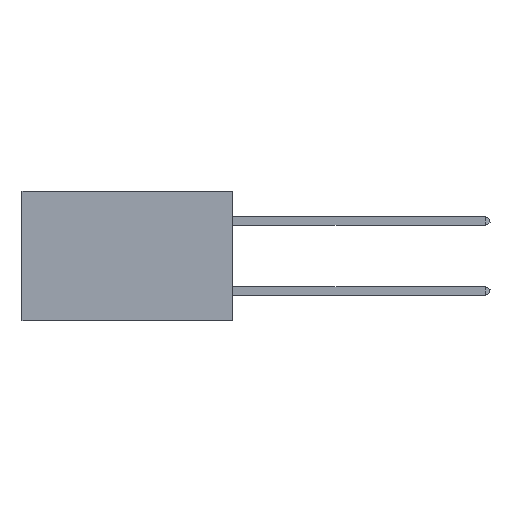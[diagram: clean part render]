
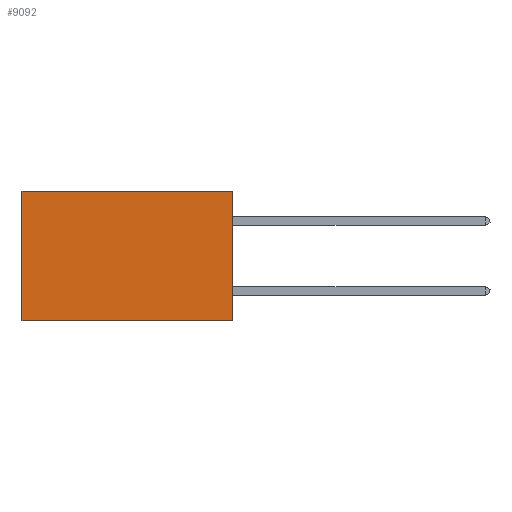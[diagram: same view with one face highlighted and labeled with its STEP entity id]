
A CAD part, left-side view. The second image highlights one B-rep face of the part: STEP entity #9092.
In plain terms, the highlighted planar face has unit normal (-1, 0, 0).
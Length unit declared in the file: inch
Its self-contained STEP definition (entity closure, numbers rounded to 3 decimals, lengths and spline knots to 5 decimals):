
#92 = ORIENTED_EDGE ( 'NONE', *, *, #8727, .F. ) ;
#282 = CARTESIAN_POINT ( 'NONE',  ( 0.2875, 0., -0.37 ) ) ;
#792 = CARTESIAN_POINT ( 'NONE',  ( 0.2875, 0., 0. ) ) ;
#819 = VERTEX_POINT ( 'NONE', #7290 ) ;
#1727 = VERTEX_POINT ( 'NONE', #6456 ) ;
#1865 = VECTOR ( 'NONE', #7947, 39.37008 ) ;
#2403 = VERTEX_POINT ( 'NONE', #12260 ) ;
#2406 = CARTESIAN_POINT ( 'NONE',  ( 0.2875, 0., 0. ) ) ;
#2856 = VECTOR ( 'NONE', #4096, 39.37008 ) ;
#3090 = EDGE_CURVE ( 'NONE', #1727, #12632, #4472, .T. ) ;
#3564 = LINE ( 'NONE', #792, #14094 ) ;
#4096 = DIRECTION ( 'NONE',  ( 0., 0., -1. ) ) ;
#4383 = CARTESIAN_POINT ( 'NONE',  ( 0.2875, 0., 0. ) ) ;
#4472 = LINE ( 'NONE', #2406, #1865 ) ;
#4635 = EDGE_CURVE ( 'NONE', #819, #2403, #5447, .T. ) ;
#5447 = LINE ( 'NONE', #10843, #2856 ) ;
#5965 = EDGE_CURVE ( 'NONE', #1727, #819, #3564, .T. ) ;
#6386 = AXIS2_PLACEMENT_3D ( 'NONE', #4383, #8791, #14124 ) ;
#6401 = ORIENTED_EDGE ( 'NONE', *, *, #5965, .T. ) ;
#6456 = CARTESIAN_POINT ( 'NONE',  ( 0.2875, 0., 0. ) ) ;
#6533 = PLANE ( 'NONE',  #6386 ) ;
#6723 = VECTOR ( 'NONE', #7997, 39.37008 ) ;
#7290 = CARTESIAN_POINT ( 'NONE',  ( 0.2875, 0.6, 0. ) ) ;
#7947 = DIRECTION ( 'NONE',  ( 0., 0., -1. ) ) ;
#7997 = DIRECTION ( 'NONE',  ( 0., 1., 0. ) ) ;
#8106 = FACE_OUTER_BOUND ( 'NONE', #12613, .T. ) ;
#8727 = EDGE_CURVE ( 'NONE', #12632, #2403, #10360, .T. ) ;
#8791 = DIRECTION ( 'NONE',  ( 1., 0., 0. ) ) ;
#9092 = ADVANCED_FACE ( 'NONE', ( #8106 ), #6533, .F. ) ;
#9104 = ORIENTED_EDGE ( 'NONE', *, *, #4635, .T. ) ;
#10360 = LINE ( 'NONE', #282, #6723 ) ;
#10843 = CARTESIAN_POINT ( 'NONE',  ( 0.2875, 0.6, 0. ) ) ;
#11721 = CARTESIAN_POINT ( 'NONE',  ( 0.2875, 0., -0.37 ) ) ;
#12260 = CARTESIAN_POINT ( 'NONE',  ( 0.2875, 0.6, -0.37 ) ) ;
#12613 = EDGE_LOOP ( 'NONE', ( #9104, #92, #13833, #6401 ) ) ;
#12632 = VERTEX_POINT ( 'NONE', #11721 ) ;
#13833 = ORIENTED_EDGE ( 'NONE', *, *, #3090, .F. ) ;
#14075 = DIRECTION ( 'NONE',  ( 0., 1., 0. ) ) ;
#14094 = VECTOR ( 'NONE', #14075, 39.37008 ) ;
#14124 = DIRECTION ( 'NONE',  ( 0., 0., -1. ) ) ;
